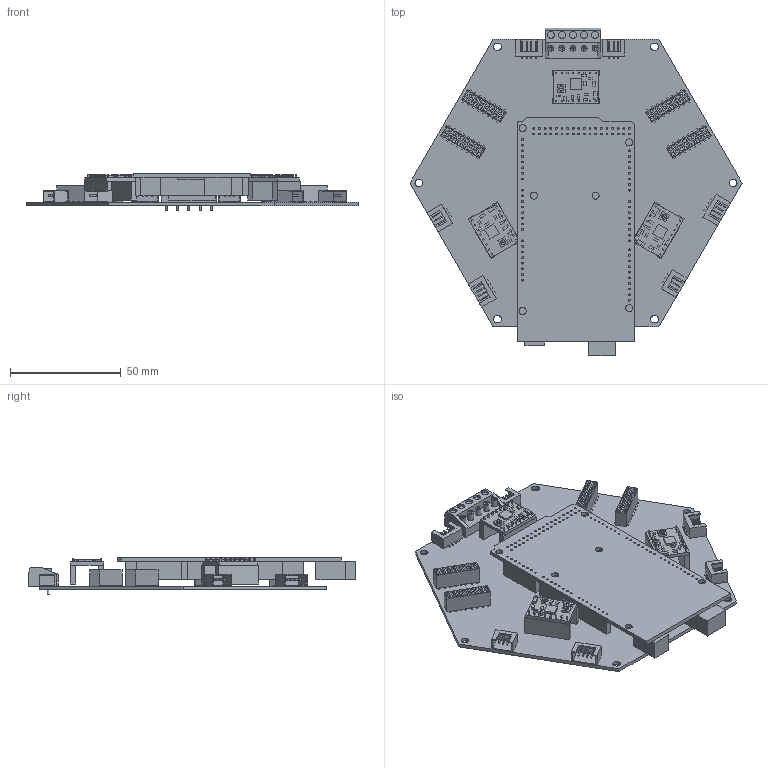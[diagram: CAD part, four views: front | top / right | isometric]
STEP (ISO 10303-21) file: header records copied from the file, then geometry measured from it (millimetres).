
FILE_DESCRIPTION(/* description */ ('Alibre Inc.'),/* implementation_level */ '2;1');
FILE_NAME(/* name */ 'export0',/* time_stamp */ '2015-07-05T23:02:45+12:00',/* author */ (''),/* organization */ (''),/* preprocessor_version */ 'ST-DEVELOPER v14',/* originating_system */ 'Alibre',/* authorisation */ '');
FILE_SCHEMA (('CONFIG_CONTROL_DESIGN'));
Length unit declared in the file: centimetre
Products named in the file (8): EMC02; ID_1; EL-STEPSTICK; EL-ARDUINO-MEGA2560; ID_2; ID_3
Bounding box: 150 x 148.03 x 16.92 mm (x, y, z)
Volume: 48795.6 mm3; surface area: 60863.2 mm2
Topology: 16 solids, 16 shells, 1937 faces, 4757 edges, 3080 vertices
Faces by surface type: plane 1816, cylinder 121
Full cylindrical faces by diameter (mm): 0.8 x86, 0.9 x5, 1.131 x5, 2.327 x3, 2.7 x5, 3.2 x6, 3.25 x5, 3.5 x6
Entity records: 21648 total; most frequent: CARTESIAN_POINT 3608, ORIENTED_EDGE 3420, DIRECTION 2805, EDGE_CURVE 1710, VECTOR 1427, LINE 1427, VERTEX_POINT 1194, EDGE_LOOP 1132
